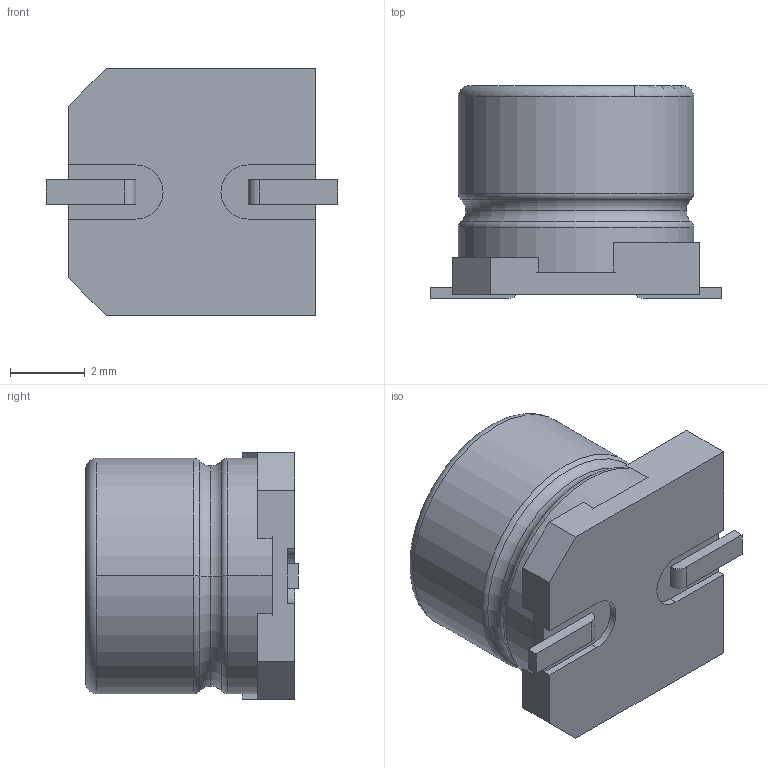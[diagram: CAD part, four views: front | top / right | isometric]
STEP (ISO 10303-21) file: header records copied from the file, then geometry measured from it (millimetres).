
FILE_DESCRIPTION (( 'STEP AP214' ), '1' );
FILE_NAME ('EEV107M016A9GAA.STEP', '2025-04-27T19:33:29', ( '' ), ( '' ), 'SwSTEP 2.0', 'SolidWorks 2021', '' );
FILE_SCHEMA (( 'AUTOMOTIVE_DESIGN' ));
Length unit declared in the file: millimetre
Products named in the file (1): EEV107M016A9GAA
Bounding box: 7.8 x 5.7 x 6.6 mm (x, y, z)
Volume: 182.4 mm3; surface area: 306 mm2
Topology: 5 solids, 5 shells, 57 faces, 129 edges, 82 vertices
Faces by surface type: plane 35, cylinder 12, torus 10
Entity records: 1672 total; most frequent: CARTESIAN_POINT 289, DIRECTION 284, ORIENTED_EDGE 258, EDGE_CURVE 129, AXIS2_PLACEMENT_3D 101, VERTEX_POINT 82, LINE 82, VECTOR 82
